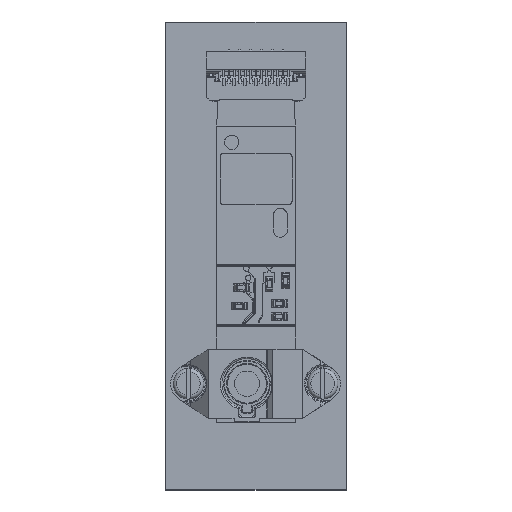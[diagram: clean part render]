
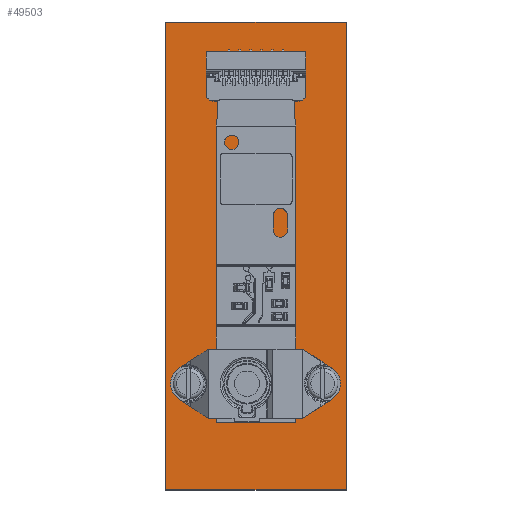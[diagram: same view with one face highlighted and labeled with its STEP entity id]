
A CAD part, top view. The second image highlights one B-rep face of the part: STEP entity #49503.
In plain terms, the highlighted planar face has unit normal (0, 0, 1).
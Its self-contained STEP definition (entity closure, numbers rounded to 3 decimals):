
#6803=LINE('',#81595,#12648);
#6807=LINE('',#81603,#12652);
#6810=LINE('',#81609,#12655);
#6813=LINE('',#81614,#12658);
#12648=VECTOR('',#65688,10.);
#12652=VECTOR('',#65694,10.);
#12655=VECTOR('',#65699,10.);
#12658=VECTOR('',#65704,10.);
#15752=FACE_OUTER_BOUND('',#18518,.T.);
#18518=EDGE_LOOP('',(#44285,#44286,#44287,#44288));
#23829=VERTEX_POINT('',#81593);
#23830=VERTEX_POINT('',#81594);
#23833=VERTEX_POINT('',#81602);
#23835=VERTEX_POINT('',#81608);
#30666=EDGE_CURVE('',#23829,#23830,#6803,.T.);
#30670=EDGE_CURVE('',#23833,#23829,#6807,.T.);
#30673=EDGE_CURVE('',#23835,#23833,#6810,.T.);
#30676=EDGE_CURVE('',#23835,#23830,#6813,.T.);
#44285=ORIENTED_EDGE('',*,*,#30670,.F.);
#44286=ORIENTED_EDGE('',*,*,#30673,.F.);
#44287=ORIENTED_EDGE('',*,*,#30676,.T.);
#44288=ORIENTED_EDGE('',*,*,#30666,.F.);
#46993=PLANE('',#53081);
#49503=ADVANCED_FACE('',(#15752),#46993,.F.);
#53081=AXIS2_PLACEMENT_3D('',#81617,#65708,#65709);
#65688=DIRECTION('',(0.,-1.,0.));
#65694=DIRECTION('',(1.,0.,0.));
#65699=DIRECTION('',(0.,1.,0.));
#65704=DIRECTION('',(1.,0.,0.));
#65708=DIRECTION('center_axis',(0.,0.,-1.));
#65709=DIRECTION('ref_axis',(1.,0.,0.));
#81593=CARTESIAN_POINT('',(5.354,26.,-1.9));
#81594=CARTESIAN_POINT('',(5.354,0.,-1.9));
#81595=CARTESIAN_POINT('',(5.354,26.,-1.9));
#81602=CARTESIAN_POINT('',(-4.65,26.,-1.9));
#81603=CARTESIAN_POINT('',(-4.65,26.,-1.9));
#81608=CARTESIAN_POINT('',(-4.65,0.,-1.9));
#81609=CARTESIAN_POINT('',(-4.65,0.,-1.9));
#81614=CARTESIAN_POINT('',(4.65,0.,-1.9));
#81617=CARTESIAN_POINT('Origin',(0.,13.,-1.9));
